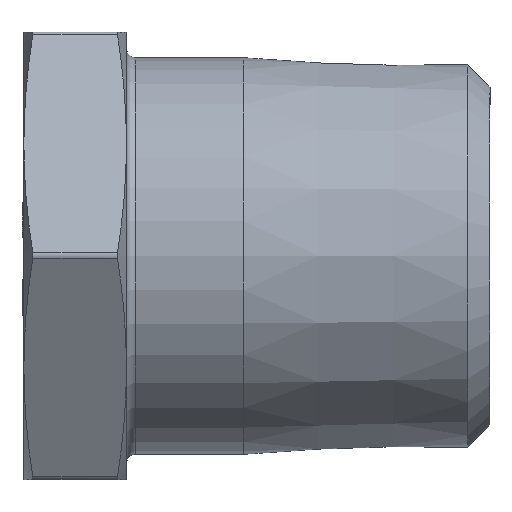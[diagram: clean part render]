
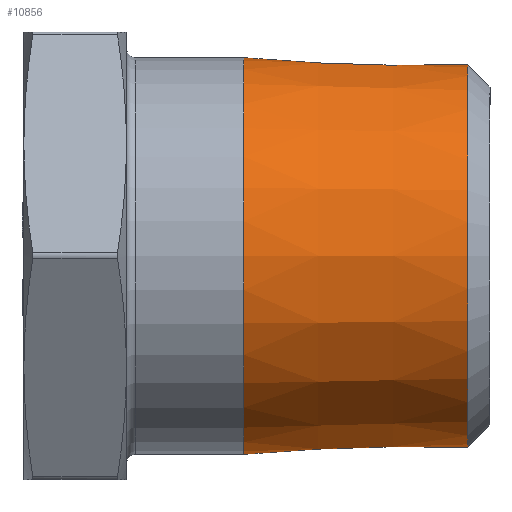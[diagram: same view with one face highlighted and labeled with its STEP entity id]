
A CAD part, top view. The second image highlights one B-rep face of the part: STEP entity #10856.
In plain terms, the highlighted conical face has half-angle 1.79 degrees and reference radius 10.48 mm.
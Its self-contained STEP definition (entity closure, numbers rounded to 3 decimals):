
#4849 = VERTEX_POINT ( 'NONE', #4894 ) ;
#4885 = CARTESIAN_POINT ( 'NONE',  ( 11.353, 12.45, 10.261 ) ) ;
#4894 = CARTESIAN_POINT ( 'NONE',  ( -0.65, 12.45, -10.636 ) ) ;
#4931 = VERTEX_POINT ( 'NONE', #4885 ) ;
#5696 = ORIENTED_EDGE ( 'NONE', *, *, #8971, .T. ) ;
#5700 = ORIENTED_EDGE ( 'NONE', *, *, #8969, .F. ) ;
#6194 = EDGE_LOOP ( 'NONE', ( #5696 ) ) ;
#6201 = EDGE_LOOP ( 'NONE', ( #5700 ) ) ;
#8969 = EDGE_CURVE ( 'NONE', #4849, #4849, #9842, .T. ) ;
#8971 = EDGE_CURVE ( 'NONE', #4931, #4931, #9825, .T. ) ;
#9351 = CONICAL_SURFACE ( 'NONE', #9374, 10.48, 0.031 ) ;
#9374 = AXIS2_PLACEMENT_3D ( 'NONE', #12970, #12983, #13001 ) ;
#9825 = CIRCLE ( 'NONE', #9846, 10.261 ) ;
#9826 = AXIS2_PLACEMENT_3D ( 'NONE', #13535, #13551, #13542 ) ;
#9842 = CIRCLE ( 'NONE', #9826, 10.636 ) ;
#9846 = AXIS2_PLACEMENT_3D ( 'NONE', #13569, #13549, #13576 ) ;
#10856 = ADVANCED_FACE ( 'NONE', ( #13033, #13053 ), #9351, .T. ) ;
#12970 = CARTESIAN_POINT ( 'NONE',  ( 4.35, 12.45, 0. ) ) ;
#12983 = DIRECTION ( 'NONE',  ( -1., 0., 0. ) ) ;
#13001 = DIRECTION ( 'NONE',  ( 0., 0., -1. ) ) ;
#13033 = FACE_BOUND ( 'NONE', #6194, .T. ) ;
#13053 = FACE_OUTER_BOUND ( 'NONE', #6201, .T. ) ;
#13535 = CARTESIAN_POINT ( 'NONE',  ( -0.65, 12.45, 0. ) ) ;
#13542 = DIRECTION ( 'NONE',  ( 0., 0., -1. ) ) ;
#13549 = DIRECTION ( 'NONE',  ( -1., 0., 0. ) ) ;
#13551 = DIRECTION ( 'NONE',  ( -1., 0., 0. ) ) ;
#13569 = CARTESIAN_POINT ( 'NONE',  ( 11.353, 12.45, 0. ) ) ;
#13576 = DIRECTION ( 'NONE',  ( 0., 0., 1. ) ) ;
